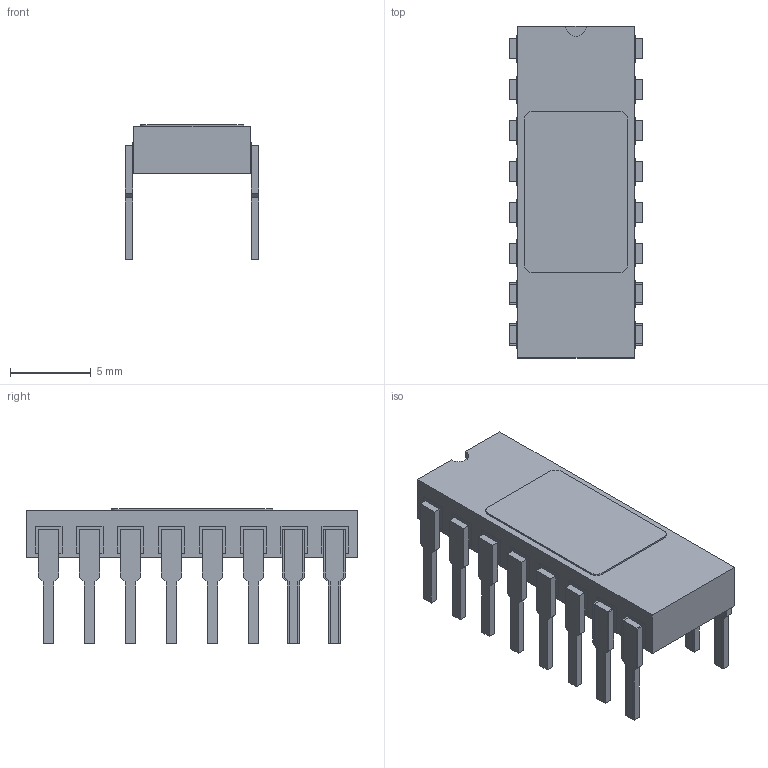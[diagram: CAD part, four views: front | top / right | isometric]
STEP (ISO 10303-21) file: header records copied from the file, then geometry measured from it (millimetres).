
FILE_DESCRIPTION((''),'2;1');
FILE_NAME('SBDIP16-300.stp','2012-04-16T13:11:23',(''),(''),'Mechanical Desktop 2011','Mechanical Desktop 2011',', , ');
FILE_SCHEMA(('AUTOMOTIVE_DESIGN { 1 2 10303 214 1 1 1 1 }'));
Length unit declared in the file: millimetre
Products named in the file (1): Product
Bounding box: 8.25 x 20.57 x 8.36 mm (x, y, z)
Volume: 504.1 mm3; surface area: 1099.9 mm2
Topology: 39 solids, 39 shells, 318 faces, 720 edges, 480 vertices
Faces by surface type: plane 164, bspline 148, cylinder 6
Entity records: 8730 total; most frequent: CARTESIAN_POINT 1963, ORIENTED_EDGE 1440, DIRECTION 1074, EDGE_CURVE 720, VECTOR 708, LINE 708, VERTEX_POINT 480, EDGE_LOOP 318
